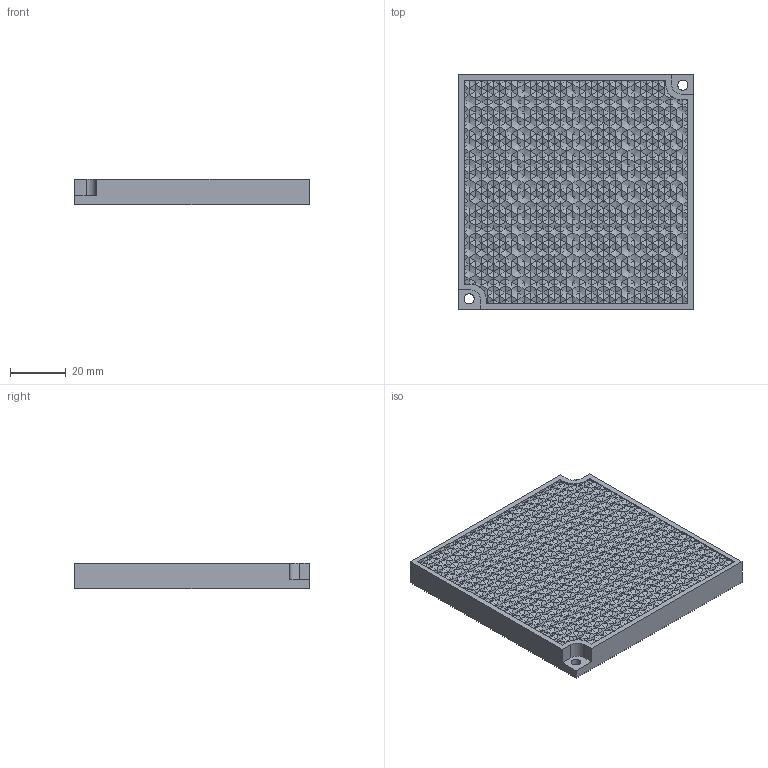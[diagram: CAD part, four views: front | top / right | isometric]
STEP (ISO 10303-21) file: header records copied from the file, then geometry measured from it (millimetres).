
FILE_DESCRIPTION(('Creo Elements/Direct Modeling STEP Export'),'2;1');
FILE_NAME('ER840.stp','2017-08-30T12:29:42',('Palle Edslev '),('EDSLEV A/S'),'Creo Elements/Direct Modeling STEP processor for AP214 (Solid Model)','Creo Elements/Direct Modeling 18.1H 24-Oct-2015 (C) Parametric Technology GmbH','');
FILE_SCHEMA(('AUTOMOTIVE_DESIGN { 1 0 10303 214 1 1 1 1 }'));
Length unit declared in the file: millimetre
Products named in the file (1): ER840
Bounding box: 84.5 x 84.5 x 9.09 mm (x, y, z)
Volume: 58051.5 mm3; surface area: 18106.1 mm2
Topology: 1 solids, 1 shells, 2447 faces, 3921 edges, 1478 vertices
Faces by surface type: plane 2437, cylinder 10
Entity records: 49945 total; most frequent: DIRECTION 8813, ORIENTED_EDGE 7842, CARTESIAN_POINT 7823, EDGE_CURVE 3921, VECTOR 3877, LINE 3877, AXIS2_PLACEMENT_3D 2468, EDGE_LOOP 2453
